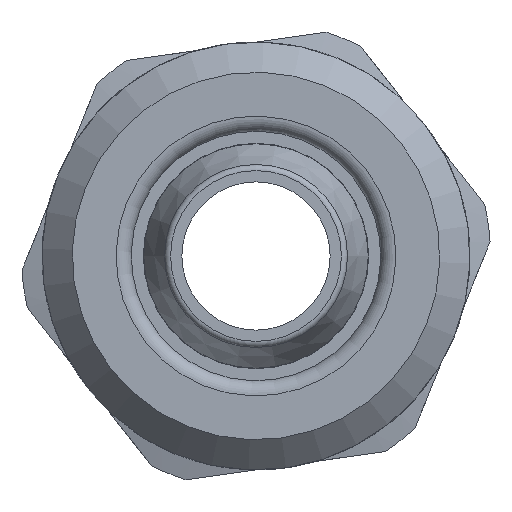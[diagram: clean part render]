
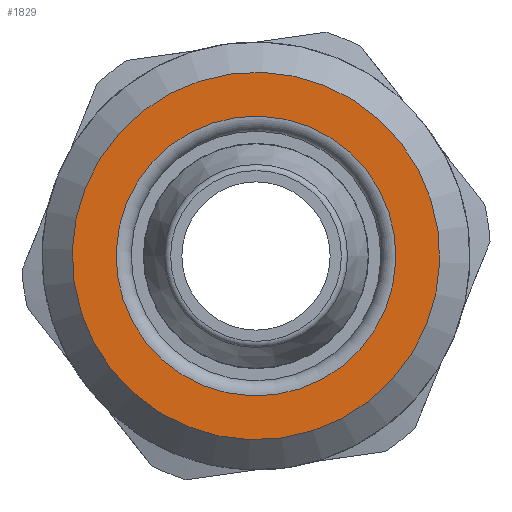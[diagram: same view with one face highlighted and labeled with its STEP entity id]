
A CAD part, left-side view. The second image highlights one B-rep face of the part: STEP entity #1829.
In plain terms, the highlighted planar face has unit normal (-1, 0, 0).
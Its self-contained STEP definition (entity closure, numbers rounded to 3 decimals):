
#1798=CARTESIAN_POINT('',(0.,4.625,0.));
#1799=VERTEX_POINT('',#1798);
#1800=CARTESIAN_POINT('',(0.,0.,0.0));
#1801=DIRECTION('',(-1.0,0.0,0.0));
#1802=DIRECTION('',(0.0,-1.0,0.0));
#1803=AXIS2_PLACEMENT_3D('',#1800,#1801,#1802);
#1804=CIRCLE('',#1803,4.625);
#1805=EDGE_CURVE('',#1799,#1799,#1804,.T.);
#1810=CARTESIAN_POINT('',(0.0,5.6,0.0));
#1811=DIRECTION('',(-1.0,0.0,0.0));
#1812=DIRECTION('',(0.0,0.0,1.0));
#1813=AXIS2_PLACEMENT_3D('',#1810,#1811,#1812);
#1814=PLANE('',#1813);
#1815=CARTESIAN_POINT('',(0.,6.075,0.));
#1816=VERTEX_POINT('',#1815);
#1817=CARTESIAN_POINT('',(0.,0.,0.0));
#1818=DIRECTION('',(1.0,0.0,0.0));
#1819=DIRECTION('',(0.0,-1.0,0.0));
#1820=AXIS2_PLACEMENT_3D('',#1817,#1818,#1819);
#1821=CIRCLE('',#1820,6.075);
#1822=EDGE_CURVE('',#1816,#1816,#1821,.T.);
#1823=ORIENTED_EDGE('',*,*,#1822,.F.);
#1824=EDGE_LOOP('',(#1823));
#1825=FACE_OUTER_BOUND('',#1824,.T.);
#1826=ORIENTED_EDGE('',*,*,#1805,.F.);
#1827=EDGE_LOOP('',(#1826));
#1828=FACE_BOUND('',#1827,.T.);
#1829=ADVANCED_FACE('',(#1825,#1828),#1814,.T.);
